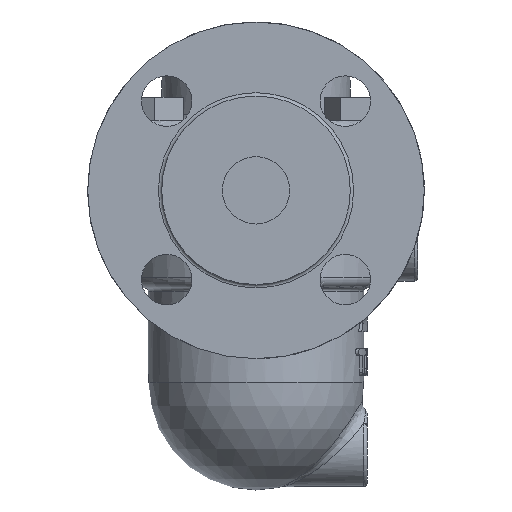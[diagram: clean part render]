
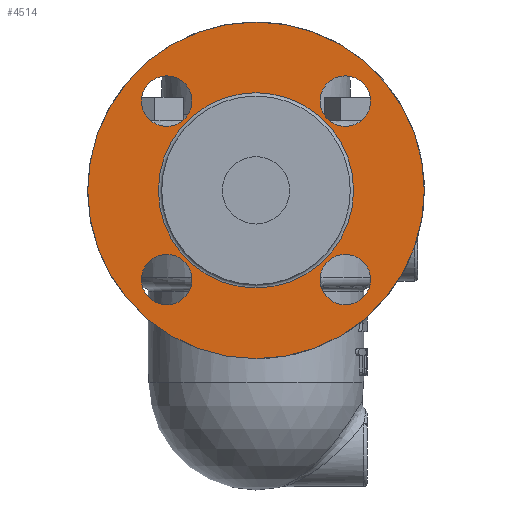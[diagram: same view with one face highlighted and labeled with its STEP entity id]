
A CAD part, left-side view. The second image highlights one B-rep face of the part: STEP entity #4514.
In plain terms, the highlighted planar face has unit normal (-1, 0, 0).
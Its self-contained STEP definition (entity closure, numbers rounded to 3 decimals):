
#597=FACE_BOUND('',#1060,.T.);
#598=FACE_BOUND('',#1061,.T.);
#599=FACE_BOUND('',#1062,.T.);
#600=FACE_BOUND('',#1063,.T.);
#601=FACE_BOUND('',#1064,.T.);
#646=PLANE('',#4824);
#750=FACE_OUTER_BOUND('',#1059,.T.);
#1059=EDGE_LOOP('',(#3098));
#1060=EDGE_LOOP('',(#3099));
#1061=EDGE_LOOP('',(#3100));
#1062=EDGE_LOOP('',(#3101));
#1063=EDGE_LOOP('',(#3102));
#1064=EDGE_LOOP('',(#3103));
#1615=CIRCLE('',#4820,50.);
#1617=CIRCLE('',#4823,29.);
#1618=CIRCLE('',#4825,7.5);
#1619=CIRCLE('',#4826,7.5);
#1620=CIRCLE('',#4827,7.5);
#1621=CIRCLE('',#4828,7.5);
#1923=VERTEX_POINT('',#8099);
#1925=VERTEX_POINT('',#8104);
#1926=VERTEX_POINT('',#8107);
#1927=VERTEX_POINT('',#8109);
#1928=VERTEX_POINT('',#8111);
#1929=VERTEX_POINT('',#8113);
#2380=EDGE_CURVE('',#1923,#1923,#1615,.T.);
#2382=EDGE_CURVE('',#1925,#1925,#1617,.T.);
#2383=EDGE_CURVE('',#1926,#1926,#1618,.T.);
#2384=EDGE_CURVE('',#1927,#1927,#1619,.T.);
#2385=EDGE_CURVE('',#1928,#1928,#1620,.T.);
#2386=EDGE_CURVE('',#1929,#1929,#1621,.T.);
#3098=ORIENTED_EDGE('',*,*,#2380,.F.);
#3099=ORIENTED_EDGE('',*,*,#2383,.F.);
#3100=ORIENTED_EDGE('',*,*,#2384,.F.);
#3101=ORIENTED_EDGE('',*,*,#2385,.F.);
#3102=ORIENTED_EDGE('',*,*,#2386,.F.);
#3103=ORIENTED_EDGE('',*,*,#2382,.F.);
#4514=ADVANCED_FACE('',(#750,#597,#598,#599,#600,#601),#646,.F.);
#4820=AXIS2_PLACEMENT_3D('',#8100,#5300,#5301);
#4823=AXIS2_PLACEMENT_3D('',#8105,#5306,#5307);
#4824=AXIS2_PLACEMENT_3D('',#8106,#5308,#5309);
#4825=AXIS2_PLACEMENT_3D('',#8108,#5310,#5311);
#4826=AXIS2_PLACEMENT_3D('',#8110,#5312,#5313);
#4827=AXIS2_PLACEMENT_3D('',#8112,#5314,#5315);
#4828=AXIS2_PLACEMENT_3D('',#8114,#5316,#5317);
#5300=DIRECTION('center_axis',(1.,0.,0.));
#5301=DIRECTION('ref_axis',(0.,0.068,0.998));
#5306=DIRECTION('center_axis',(-1.,0.,0.));
#5307=DIRECTION('ref_axis',(0.,0.,
1.));
#5308=DIRECTION('center_axis',(1.,0.,0.));
#5309=DIRECTION('ref_axis',(0.,0.,-1.));
#5310=DIRECTION('center_axis',(-1.,0.,0.));
#5311=DIRECTION('ref_axis',(0.,-1.,0.));
#5312=DIRECTION('center_axis',(-1.,0.,0.));
#5313=DIRECTION('ref_axis',(0.,0.,1.));
#5314=DIRECTION('center_axis',(-1.,0.,0.));
#5315=DIRECTION('ref_axis',(0.,1.,0.));
#5316=DIRECTION('center_axis',(-1.,0.,0.));
#5317=DIRECTION('ref_axis',(0.,0.,-1.));
#8099=CARTESIAN_POINT('',(-94.,0.,-50.));
#8100=CARTESIAN_POINT('Origin',(-94.,0.,0.));
#8104=CARTESIAN_POINT('',(-94.,0.,-29.));
#8105=CARTESIAN_POINT('Origin',(-94.,0.,0.));
#8106=CARTESIAN_POINT('Origin',(-94.,0.,0.));
#8107=CARTESIAN_POINT('',(-94.,34.017,-26.517));
#8108=CARTESIAN_POINT('Origin',(-94.,26.517,-26.517));
#8109=CARTESIAN_POINT('',(-94.,-26.517,-34.017));
#8110=CARTESIAN_POINT('Origin',(-94.,-26.517,-26.517));
#8111=CARTESIAN_POINT('',(-94.,-34.017,26.517));
#8112=CARTESIAN_POINT('Origin',(-94.,-26.517,26.517));
#8113=CARTESIAN_POINT('',(-94.,26.517,34.017));
#8114=CARTESIAN_POINT('Origin',(-94.,26.517,26.517));
